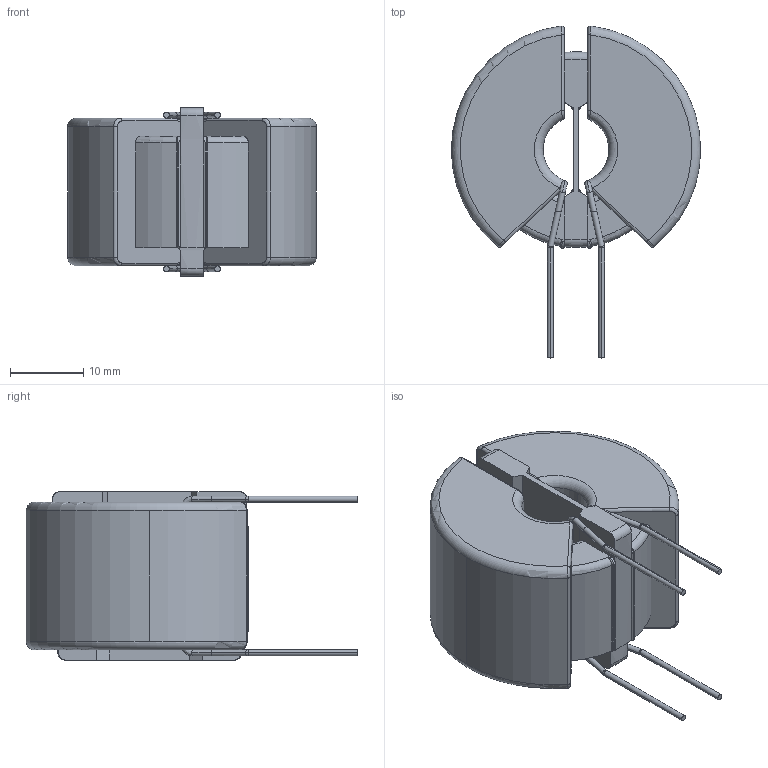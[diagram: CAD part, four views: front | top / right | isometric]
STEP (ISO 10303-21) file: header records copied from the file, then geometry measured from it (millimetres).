
FILE_DESCRIPTION (( 'STEP AP214' ), '1' );
FILE_NAME ('SC-05-500.STEP', '2019-02-01T07:27:00', ( '' ), ( '' ), 'SwSTEP 2.0', 'SolidWorks 2018', '' );
FILE_SCHEMA (( 'AUTOMOTIVE_DESIGN' ));
Length unit declared in the file: millimetre
Products named in the file (1): SC-05-500
Bounding box: 34 x 45.31 x 23 mm (x, y, z)
Volume: 15103.2 mm3; surface area: 6481.5 mm2
Topology: 1 solids, 1 shells, 269 faces, 746 edges, 474 vertices
Faces by surface type: plane 113, cylinder 85, torus 29, bspline 26, cone 16
Entity records: 13308 total; most frequent: CARTESIAN_POINT 3836, ORIENTED_EDGE 1492, DIRECTION 1242, EDGE_CURVE 746, VERTEX_POINT 474, AXIS2_PLACEMENT_3D 455, LINE 332, VECTOR 332
